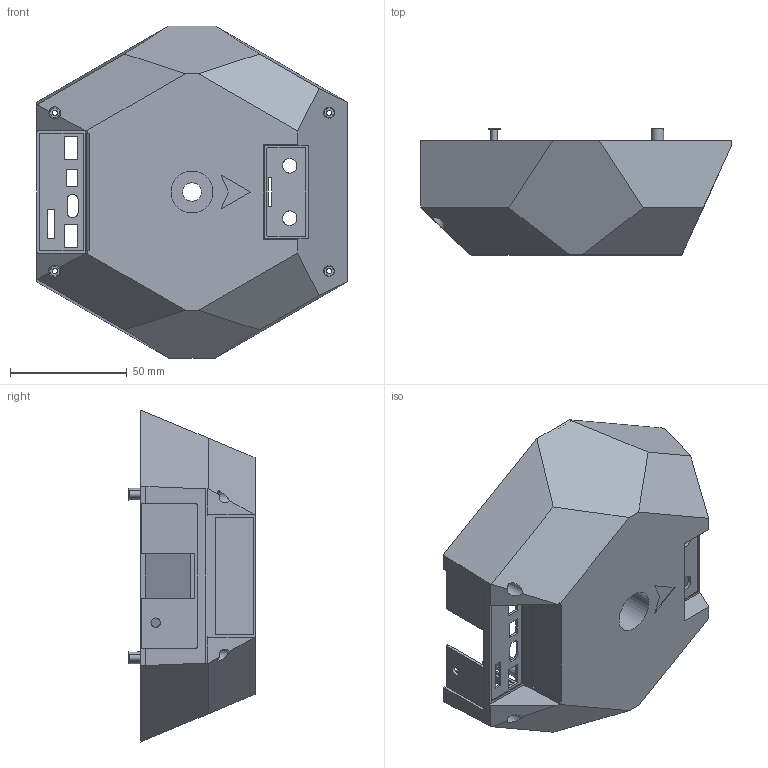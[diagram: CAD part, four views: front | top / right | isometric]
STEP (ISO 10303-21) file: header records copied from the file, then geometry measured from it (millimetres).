
FILE_DESCRIPTION(/* description */ (''),/* implementation_level */ '2;1');
FILE_NAME(/* name */ 'Enclosure_Body.step',/* time_stamp */ '2021-12-14T17:44:24-05:00',/* author */ (''),/* organization */ (''),/* preprocessor_version */ 'ST-DEVELOPER v18.1',/* originating_system */ 'Autodesk Translation Framework v10.10.0.1391',/* authorisation */ '');
FILE_SCHEMA (('AUTOMOTIVE_DESIGN { 1 0 10303 214 3 1 1 }'));
Length unit declared in the file: millimetre
Products named in the file (1): Enclosure_Body
Bounding box: 133.35 x 54.08 x 142.48 mm (x, y, z)
Volume: 102673.1 mm3; surface area: 91332.6 mm2
Topology: 1 solids, 1 shells, 418 faces, 1141 edges, 758 vertices
Faces by surface type: plane 345, cone 39, cylinder 30, torus 4
Full cylindrical faces by diameter (mm): 2 x4, 2.2 x4, 2.75 x4, 4 x1, 4.5 x4, 18 x1
Entity records: 13158 total; most frequent: CARTESIAN_POINT 2382, ORIENTED_EDGE 2282, DIRECTION 2127, EDGE_CURVE 1141, LINE 929, VECTOR 929, VERTEX_POINT 758, AXIS2_PLACEMENT_3D 599
